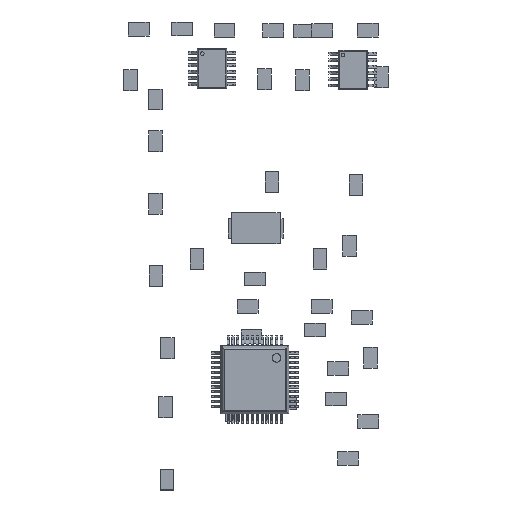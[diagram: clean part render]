
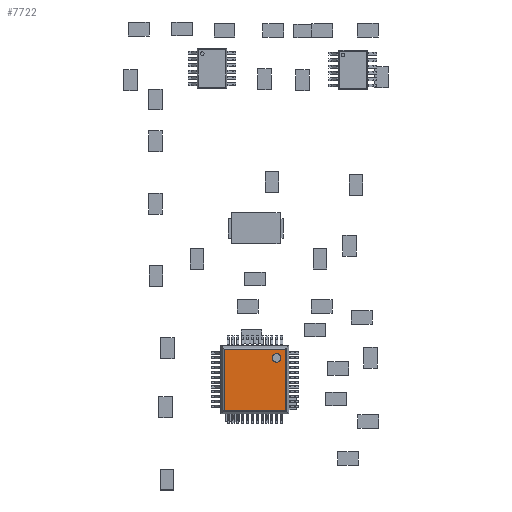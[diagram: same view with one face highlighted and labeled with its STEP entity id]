
A CAD part, top view. The second image highlights one B-rep face of the part: STEP entity #7722.
In plain terms, the highlighted planar face has unit normal (0, 0, 1).
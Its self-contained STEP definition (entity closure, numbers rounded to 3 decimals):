
#7628 = VERTEX_POINT('',#7629);
#7629 = CARTESIAN_POINT('',(-3.146,-3.146,1.6));
#7636 = EDGE_CURVE('',#7628,#7637,#7639,.T.);
#7637 = VERTEX_POINT('',#7638);
#7638 = CARTESIAN_POINT('',(-3.146,3.146,1.6));
#7639 = LINE('',#7640,#7641);
#7640 = CARTESIAN_POINT('',(-3.146,-3.222,1.6));
#7641 = VECTOR('',#7642,1.);
#7642 = DIRECTION('',(0.,1.,0.));
#7703 = VERTEX_POINT('',#7704);
#7704 = CARTESIAN_POINT('',(3.146,-3.146,1.6));
#7711 = EDGE_CURVE('',#7628,#7703,#7712,.T.);
#7712 = LINE('',#7713,#7714);
#7713 = CARTESIAN_POINT('',(-3.222,-3.146,1.6));
#7714 = VECTOR('',#7715,1.);
#7715 = DIRECTION('',(1.,0.,0.));
#7722 = ADVANCED_FACE('',(#7723,#7741),#7752,.T.);
#7723 = FACE_BOUND('',#7724,.T.);
#7724 = EDGE_LOOP('',(#7725,#7726,#7727,#7735));
#7725 = ORIENTED_EDGE('',*,*,#7636,.F.);
#7726 = ORIENTED_EDGE('',*,*,#7711,.T.);
#7727 = ORIENTED_EDGE('',*,*,#7728,.T.);
#7728 = EDGE_CURVE('',#7703,#7729,#7731,.T.);
#7729 = VERTEX_POINT('',#7730);
#7730 = CARTESIAN_POINT('',(3.146,3.146,1.6));
#7731 = LINE('',#7732,#7733);
#7732 = CARTESIAN_POINT('',(3.146,-3.222,1.6));
#7733 = VECTOR('',#7734,1.);
#7734 = DIRECTION('',(0.,1.,0.));
#7735 = ORIENTED_EDGE('',*,*,#7736,.F.);
#7736 = EDGE_CURVE('',#7637,#7729,#7737,.T.);
#7737 = LINE('',#7738,#7739);
#7738 = CARTESIAN_POINT('',(-3.222,3.146,1.6));
#7739 = VECTOR('',#7740,1.);
#7740 = DIRECTION('',(1.,0.,0.));
#7741 = FACE_BOUND('',#7742,.T.);
#7742 = EDGE_LOOP('',(#7743));
#7743 = ORIENTED_EDGE('',*,*,#7744,.F.);
#7744 = EDGE_CURVE('',#7745,#7745,#7747,.T.);
#7745 = VERTEX_POINT('',#7746);
#7746 = CARTESIAN_POINT('',(-1.8,2.237,1.6));
#7747 = CIRCLE('',#7748,0.438);
#7748 = AXIS2_PLACEMENT_3D('',#7749,#7750,#7751);
#7749 = CARTESIAN_POINT('',(-2.237,2.237,1.6));
#7750 = DIRECTION('',(0.,0.,1.));
#7751 = DIRECTION('',(1.,0.,0.));
#7752 = PLANE('',#7753);
#7753 = AXIS2_PLACEMENT_3D('',#7754,#7755,#7756);
#7754 = CARTESIAN_POINT('',(-3.5,-3.5,1.6));
#7755 = DIRECTION('',(0.,0.,1.));
#7756 = DIRECTION('',(1.,0.,0.));
